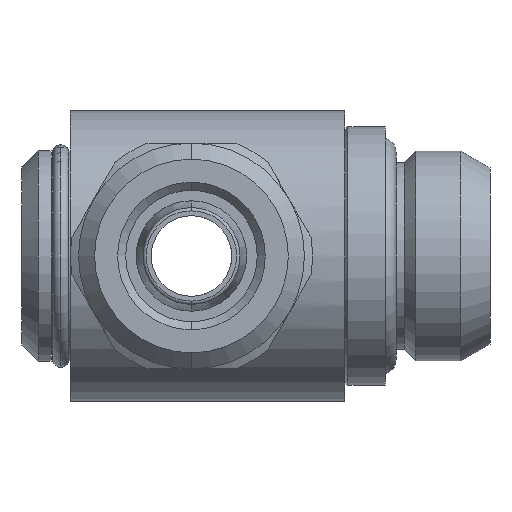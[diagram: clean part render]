
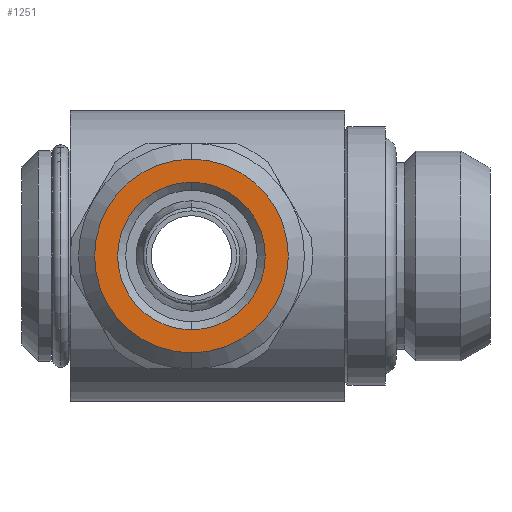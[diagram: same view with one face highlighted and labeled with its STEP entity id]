
A CAD part, left-side view. The second image highlights one B-rep face of the part: STEP entity #1251.
In plain terms, the highlighted planar face has unit normal (-1, 0, 0).
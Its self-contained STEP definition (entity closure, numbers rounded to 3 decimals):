
#17 = EDGE_CURVE ( 'NONE', #1606, #1619, #4161, .T. ) ;
#20 = EDGE_CURVE ( 'NONE', #1607, #1605, #4186, .T. ) ;
#320 = EDGE_LOOP ( 'NONE', ( #2004, #2025 ) ) ;
#322 = EDGE_LOOP ( 'NONE', ( #1993, #1991 ) ) ;
#1228 = EDGE_CURVE ( 'NONE', #1605, #1607, #5283, .T. ) ;
#1230 = EDGE_CURVE ( 'NONE', #1619, #1606, #5293, .T. ) ;
#1251 = ADVANCED_FACE ( 'NONE', ( #2678, #2679 ), #2541, .T. ) ;
#1605 = VERTEX_POINT ( 'NONE', #3190 ) ;
#1606 = VERTEX_POINT ( 'NONE', #3191 ) ;
#1607 = VERTEX_POINT ( 'NONE', #3192 ) ;
#1619 = VERTEX_POINT ( 'NONE', #3204 ) ;
#1991 = ORIENTED_EDGE ( 'NONE', *, *, #1228, .F. ) ;
#1993 = ORIENTED_EDGE ( 'NONE', *, *, #20, .F. ) ;
#2004 = ORIENTED_EDGE ( 'NONE', *, *, #17, .T. ) ;
#2025 = ORIENTED_EDGE ( 'NONE', *, *, #1230, .T. ) ;
#2464 = CARTESIAN_POINT ( 'NONE',  ( -24.852, 18.5, 0. ) ) ;
#2465 = DIRECTION ( 'NONE',  ( 1., 0., 0. ) ) ;
#2466 = DIRECTION ( 'NONE',  ( 0., 0., -1. ) ) ;
#2470 = CARTESIAN_POINT ( 'NONE',  ( -24.852, 18.5, 0. ) ) ;
#2471 = DIRECTION ( 'NONE',  ( 1., 0., 0. ) ) ;
#2472 = DIRECTION ( 'NONE',  ( 0., 0., -1. ) ) ;
#2541 = PLANE ( 'NONE',  #5324 ) ;
#2542 = CARTESIAN_POINT ( 'NONE',  ( -24.852, 24.5, 0. ) ) ;
#2543 = DIRECTION ( 'NONE',  ( -1., 0., 0. ) ) ;
#2544 = DIRECTION ( 'NONE',  ( 0., 0., 1. ) ) ;
#2678 = FACE_BOUND ( 'NONE', #320, .T. ) ;
#2679 = FACE_OUTER_BOUND ( 'NONE', #322, .T. ) ;
#3190 = CARTESIAN_POINT ( 'NONE',  ( -24.852, 18.5, 6. ) ) ;
#3191 = CARTESIAN_POINT ( 'NONE',  ( -24.852, 18.5, 4.575 ) ) ;
#3192 = CARTESIAN_POINT ( 'NONE',  ( -24.852, 18.5, -6. ) ) ;
#3204 = CARTESIAN_POINT ( 'NONE',  ( -24.852, 18.5, -4.575 ) ) ;
#4152 = AXIS2_PLACEMENT_3D ( 'NONE', #4439, #4426, #4435 ) ;
#4161 = CIRCLE ( 'NONE', #4214, 4.575 ) ;
#4186 = CIRCLE ( 'NONE', #4152, 6. ) ;
#4214 = AXIS2_PLACEMENT_3D ( 'NONE', #4419, #4455, #4400 ) ;
#4400 = DIRECTION ( 'NONE',  ( 0., 0., -1. ) ) ;
#4419 = CARTESIAN_POINT ( 'NONE',  ( -24.852, 18.5, 0. ) ) ;
#4426 = DIRECTION ( 'NONE',  ( 1., 0., 0. ) ) ;
#4435 = DIRECTION ( 'NONE',  ( 0., 0., -1. ) ) ;
#4439 = CARTESIAN_POINT ( 'NONE',  ( -24.852, 18.5, 0. ) ) ;
#4455 = DIRECTION ( 'NONE',  ( 1., 0., 0. ) ) ;
#5283 = CIRCLE ( 'NONE', #5290, 6. ) ;
#5290 = AXIS2_PLACEMENT_3D ( 'NONE', #2464, #2465, #2466 ) ;
#5293 = CIRCLE ( 'NONE', #5294, 4.575 ) ;
#5294 = AXIS2_PLACEMENT_3D ( 'NONE', #2470, #2471, #2472 ) ;
#5324 = AXIS2_PLACEMENT_3D ( 'NONE', #2542, #2543, #2544 ) ;
